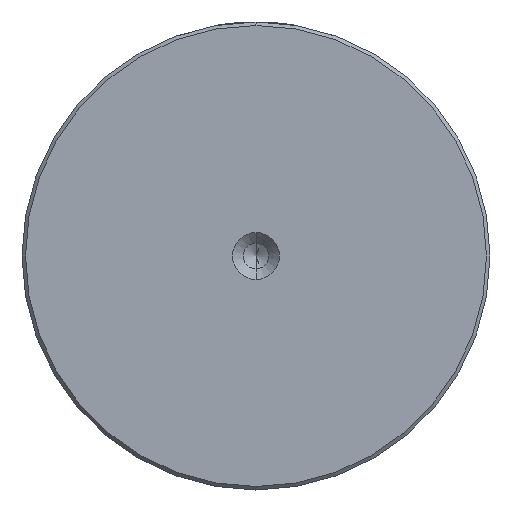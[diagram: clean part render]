
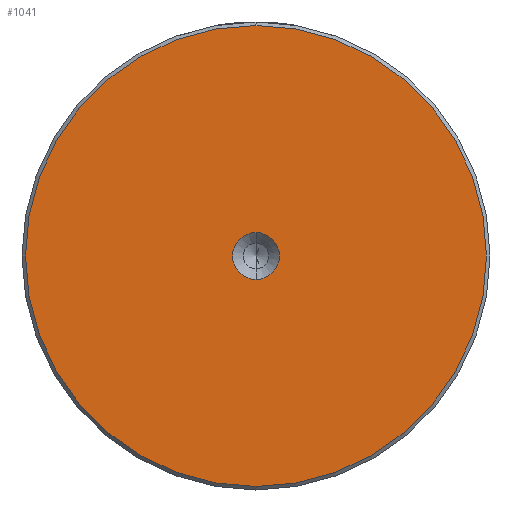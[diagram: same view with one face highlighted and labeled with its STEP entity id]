
A CAD part, left-side view. The second image highlights one B-rep face of the part: STEP entity #1041.
In plain terms, the highlighted planar face has unit normal (-1, 0, 0).
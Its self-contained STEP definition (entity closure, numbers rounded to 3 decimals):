
#5 = EDGE_CURVE ( 'NONE', #2405, #399, #164, .T. ) ;
#50 = DIRECTION ( 'NONE',  ( 0., 0., 1. ) ) ;
#156 = DIRECTION ( 'NONE',  ( 0., 0., 1. ) ) ;
#164 = CIRCLE ( 'NONE', #2182, 32.5 ) ;
#193 = CARTESIAN_POINT ( 'NONE',  ( 0., 0., 32.5 ) ) ;
#196 = DIRECTION ( 'NONE',  ( 0., 0., 1. ) ) ;
#291 = AXIS2_PLACEMENT_3D ( 'NONE', #869, #2222, #1061 ) ;
#319 = DIRECTION ( 'NONE',  ( 0., 0., 1. ) ) ;
#326 = DIRECTION ( 'NONE',  ( -1., 0., 0. ) ) ;
#329 = CARTESIAN_POINT ( 'NONE',  ( 0., 0., 0. ) ) ;
#330 = DIRECTION ( 'NONE',  ( -1., 0., 0. ) ) ;
#338 = CARTESIAN_POINT ( 'NONE',  ( 0., 0., 0. ) ) ;
#376 = ORIENTED_EDGE ( 'NONE', *, *, #989, .T. ) ;
#399 = VERTEX_POINT ( 'NONE', #2480 ) ;
#488 = FACE_OUTER_BOUND ( 'NONE', #2000, .T. ) ;
#489 = EDGE_CURVE ( 'NONE', #1702, #1265, #1951, .T. ) ;
#615 = CIRCLE ( 'NONE', #1498, 32.5 ) ;
#869 = CARTESIAN_POINT ( 'NONE',  ( 0., 0., 0. ) ) ;
#989 = EDGE_CURVE ( 'NONE', #399, #2405, #615, .T. ) ;
#1041 = ADVANCED_FACE ( 'NONE', ( #488, #1796 ), #1443, .T. ) ;
#1061 = DIRECTION ( 'NONE',  ( 0., 0., 1. ) ) ;
#1215 = CARTESIAN_POINT ( 'NONE',  ( 0., 0., 3.3 ) ) ;
#1218 = AXIS2_PLACEMENT_3D ( 'NONE', #338, #330, #156 ) ;
#1222 = ORIENTED_EDGE ( 'NONE', *, *, #5, .T. ) ;
#1237 = AXIS2_PLACEMENT_3D ( 'NONE', #2516, #1358, #196 ) ;
#1247 = DIRECTION ( 'NONE',  ( -1., 0., 0. ) ) ;
#1265 = VERTEX_POINT ( 'NONE', #1215 ) ;
#1326 = CARTESIAN_POINT ( 'NONE',  ( 0., 0., -3.3 ) ) ;
#1358 = DIRECTION ( 'NONE',  ( -1., 0., 0. ) ) ;
#1443 = PLANE ( 'NONE',  #291 ) ;
#1498 = AXIS2_PLACEMENT_3D ( 'NONE', #2395, #1247, #50 ) ;
#1702 = VERTEX_POINT ( 'NONE', #1326 ) ;
#1796 = FACE_BOUND ( 'NONE', #2455, .T. ) ;
#1951 = CIRCLE ( 'NONE', #1218, 3.3 ) ;
#2000 = EDGE_LOOP ( 'NONE', ( #376, #1222 ) ) ;
#2060 = ORIENTED_EDGE ( 'NONE', *, *, #2154, .F. ) ;
#2154 = EDGE_CURVE ( 'NONE', #1265, #1702, #2284, .T. ) ;
#2182 = AXIS2_PLACEMENT_3D ( 'NONE', #329, #326, #319 ) ;
#2215 = ORIENTED_EDGE ( 'NONE', *, *, #489, .F. ) ;
#2222 = DIRECTION ( 'NONE',  ( -1., 0., 0. ) ) ;
#2284 = CIRCLE ( 'NONE', #1237, 3.3 ) ;
#2395 = CARTESIAN_POINT ( 'NONE',  ( 0., 0., 0. ) ) ;
#2405 = VERTEX_POINT ( 'NONE', #193 ) ;
#2455 = EDGE_LOOP ( 'NONE', ( #2060, #2215 ) ) ;
#2480 = CARTESIAN_POINT ( 'NONE',  ( 0., 0., -32.5 ) ) ;
#2516 = CARTESIAN_POINT ( 'NONE',  ( 0., 0., 0. ) ) ;
